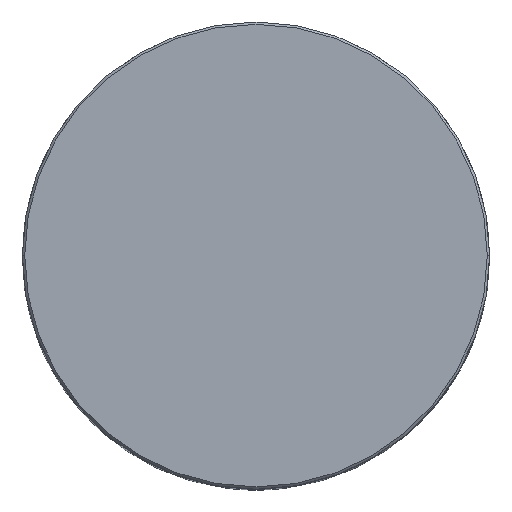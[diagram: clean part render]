
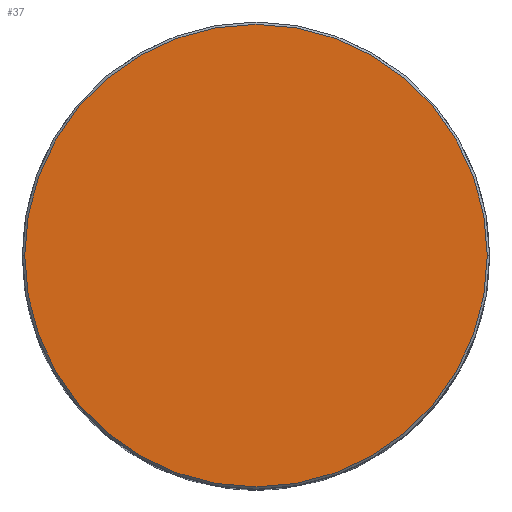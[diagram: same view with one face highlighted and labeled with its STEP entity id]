
A CAD part, top view. The second image highlights one B-rep face of the part: STEP entity #37.
In plain terms, the highlighted planar face has unit normal (0, 0, 1).
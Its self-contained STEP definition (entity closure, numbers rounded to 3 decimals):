
#22 = FACE_OUTER_BOUND ( 'NONE', #1322, .T. ) ;
#37 = ADVANCED_FACE ( 'NONE', ( #22 ), #1266, .T. ) ;
#79 = DIRECTION ( 'NONE',  ( 0., 0., 1. ) ) ;
#162 = ORIENTED_EDGE ( 'NONE', *, *, #1215, .T. ) ;
#197 = AXIS2_PLACEMENT_3D ( 'NONE', #366, #880, #521 ) ;
#319 = VERTEX_POINT ( 'NONE', #765 ) ;
#366 = CARTESIAN_POINT ( 'NONE',  ( 0., 0., 0. ) ) ;
#374 = AXIS2_PLACEMENT_3D ( 'NONE', #1001, #1228, #870 ) ;
#521 = DIRECTION ( 'NONE',  ( 1., 0., 0. ) ) ;
#569 = CIRCLE ( 'NONE', #1490, 9.9 ) ;
#713 = CARTESIAN_POINT ( 'NONE',  ( 0., 0., 0. ) ) ;
#765 = CARTESIAN_POINT ( 'NONE',  ( 9.9, 0., 0. ) ) ;
#870 = DIRECTION ( 'NONE',  ( 1., 0., 0. ) ) ;
#880 = DIRECTION ( 'NONE',  ( 0., 0., 1. ) ) ;
#1001 = CARTESIAN_POINT ( 'NONE',  ( 0., 0., 0. ) ) ;
#1095 = CIRCLE ( 'NONE', #374, 9.9 ) ;
#1166 = ORIENTED_EDGE ( 'NONE', *, *, #1272, .T. ) ;
#1215 = EDGE_CURVE ( 'NONE', #319, #1415, #569, .T. ) ;
#1226 = DIRECTION ( 'NONE',  ( 1., 0., 0. ) ) ;
#1228 = DIRECTION ( 'NONE',  ( 0., 0., 1. ) ) ;
#1233 = CARTESIAN_POINT ( 'NONE',  ( -9.9, 0., 0. ) ) ;
#1266 = PLANE ( 'NONE',  #197 ) ;
#1272 = EDGE_CURVE ( 'NONE', #1415, #319, #1095, .T. ) ;
#1322 = EDGE_LOOP ( 'NONE', ( #1166, #162 ) ) ;
#1415 = VERTEX_POINT ( 'NONE', #1233 ) ;
#1490 = AXIS2_PLACEMENT_3D ( 'NONE', #713, #79, #1226 ) ;
